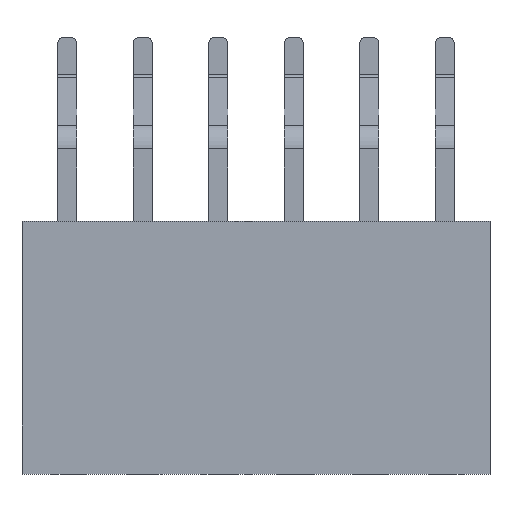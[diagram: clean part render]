
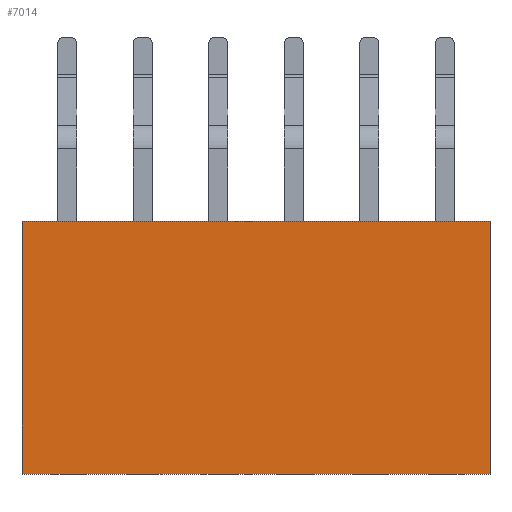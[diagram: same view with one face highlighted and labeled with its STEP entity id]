
A CAD part, top view. The second image highlights one B-rep face of the part: STEP entity #7014.
In plain terms, the highlighted planar face has unit normal (0, 0, 1).
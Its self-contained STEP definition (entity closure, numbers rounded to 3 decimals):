
#420=ORIENTED_EDGE('',*,*,#2464,.F.);
#421=ORIENTED_EDGE('',*,*,#2387,.F.);
#422=ORIENTED_EDGE('',*,*,#2465,.T.);
#423=ORIENTED_EDGE('',*,*,#2454,.T.);
#2387=EDGE_CURVE('',#3409,#3407,#4055,.T.);
#2454=EDGE_CURVE('',#3477,#3476,#4122,.T.);
#2464=EDGE_CURVE('',#3407,#3476,#4132,.T.);
#2465=EDGE_CURVE('',#3409,#3477,#4133,.T.);
#3407=VERTEX_POINT('',#10616);
#3409=VERTEX_POINT('',#10620);
#3476=VERTEX_POINT('',#10765);
#3477=VERTEX_POINT('',#10767);
#4055=LINE('',#10621,#5019);
#4122=LINE('',#10766,#5086);
#4132=LINE('',#10788,#5096);
#4133=LINE('',#10789,#5097);
#5019=VECTOR('',#8561,1000.);
#5086=VECTOR('',#8650,1000.);
#5096=VECTOR('',#8666,1000.);
#5097=VECTOR('',#8667,1000.);
#5844=EDGE_LOOP('',(#420,#421,#422,#423));
#6262=FACE_BOUND('',#5844,.T.);
#6656=PLANE('',#7931);
#7014=ADVANCED_FACE('',(#6262),#6656,.T.);
#7931=AXIS2_PLACEMENT_3D('',#10787,#8664,#8665);
#8561=DIRECTION('',(-1.,0.,0.));
#8650=DIRECTION('',(-1.,0.,0.));
#8664=DIRECTION('',(0.,0.,1.));
#8665=DIRECTION('',(0.,-1.,0.));
#8666=DIRECTION('',(0.,1.,0.));
#8667=DIRECTION('',(0.,1.,0.));
#10616=CARTESIAN_POINT('',(-7.87,-4.25,2.5));
#10620=CARTESIAN_POINT('',(7.87,-4.25,2.5));
#10621=CARTESIAN_POINT('',(7.87,-4.25,2.5));
#10765=CARTESIAN_POINT('',(-7.87,4.25,2.5));
#10766=CARTESIAN_POINT('',(7.87,4.25,2.5));
#10767=CARTESIAN_POINT('',(7.87,4.25,2.5));
#10787=CARTESIAN_POINT('',(7.87,-4.25,2.5));
#10788=CARTESIAN_POINT('',(-7.87,-4.25,2.5));
#10789=CARTESIAN_POINT('',(7.87,-4.25,2.5));
